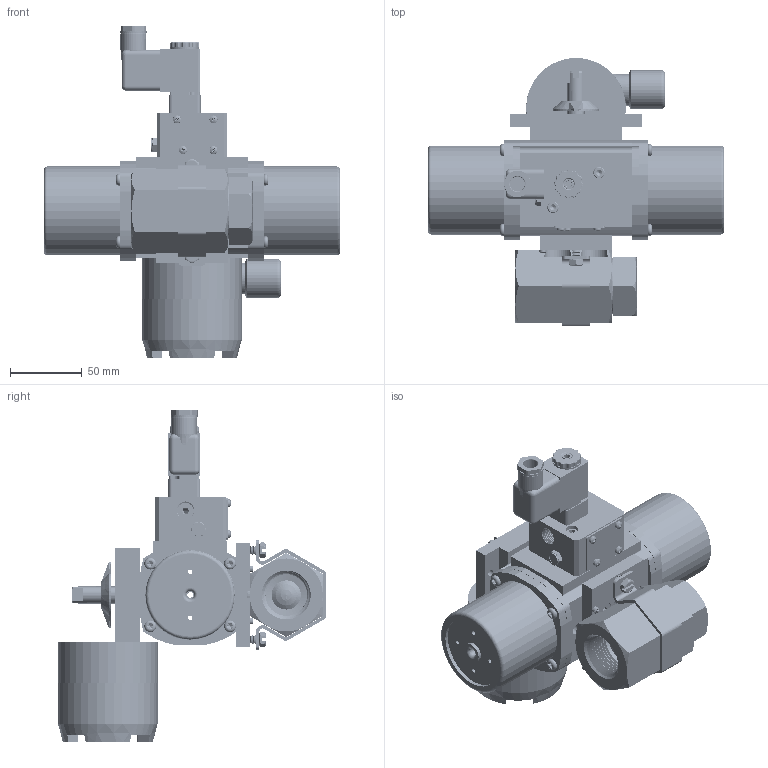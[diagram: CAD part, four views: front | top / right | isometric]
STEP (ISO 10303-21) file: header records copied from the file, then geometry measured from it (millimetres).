
FILE_DESCRIPTION (( 'STEP AP203' ), '1' );
FILE_NAME ('88XXNA512SR3GPDSLS.step', '2018-05-01T12:32:53', ( '' ), ( '' ), 'SwSTEP 2.0', 'SolidWorks 2017', '' );
FILE_SCHEMA (( 'CONFIG_CONTROL_DESIGN' ));
Length unit declared in the file: inch
Products named in the file (1): 88XXNA512SR3GPDSLS
Bounding box: 206.38 x 186.69 x 231.11 mm (x, y, z)
Volume: 859137 mm3; surface area: 348980.9 mm2
Topology: 65 solids, 65 shells, 5490 faces, 14348 edges, 8995 vertices
Faces by surface type: cylinder 2677, cone 1551, plane 895, torus 188, bspline 161, sphere 18
Entity records: 220172 total; most frequent: CARTESIAN_POINT 90147, ORIENTED_EDGE 28368, DIRECTION 27321, EDGE_CURVE 14184, AXIS2_PLACEMENT_3D 10970, VERTEX_POINT 8991, EDGE_LOOP 5901, CIRCLE 5640
